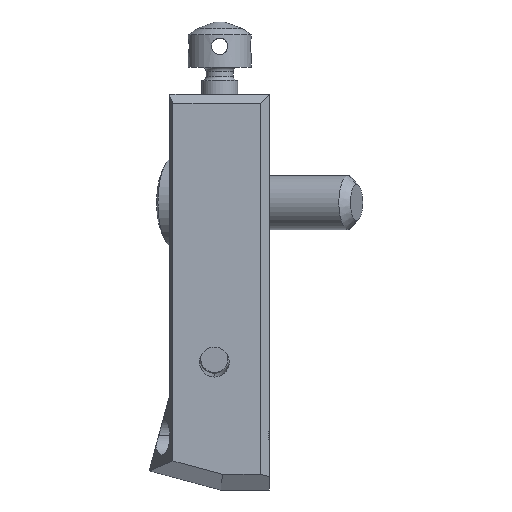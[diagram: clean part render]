
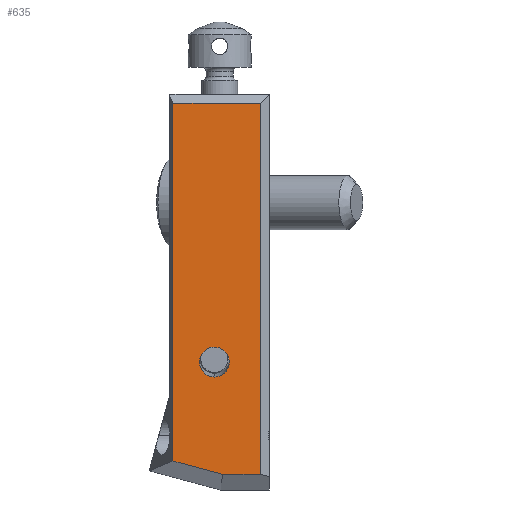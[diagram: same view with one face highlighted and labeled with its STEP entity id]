
A CAD part, front view. The second image highlights one B-rep face of the part: STEP entity #635.
In plain terms, the highlighted planar face has unit normal (0, -1, 0).
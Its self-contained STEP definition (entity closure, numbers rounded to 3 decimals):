
#635=ADVANCED_FACE('',(#954,#955),#844,.F.);
#844=PLANE('',#3917);
#926=ELLIPSE('',#3915,1.656,1.65);
#927=ELLIPSE('',#3916,1.656,1.65);
#954=FACE_BOUND('',#987,.T.);
#955=FACE_BOUND('',#988,.T.);
#987=EDGE_LOOP('',(#1213,#1214,#1215,#1216,#1217));
#988=EDGE_LOOP('',(#1218,#1219));
#1213=ORIENTED_EDGE('',*,*,#2663,.T.);
#1214=ORIENTED_EDGE('',*,*,#2664,.T.);
#1215=ORIENTED_EDGE('',*,*,#2665,.F.);
#1216=ORIENTED_EDGE('',*,*,#2666,.T.);
#1217=ORIENTED_EDGE('',*,*,#2667,.T.);
#1218=ORIENTED_EDGE('',*,*,#2668,.T.);
#1219=ORIENTED_EDGE('',*,*,#2669,.T.);
#2309=VERTEX_POINT('',#5563);
#2310=VERTEX_POINT('',#5564);
#2311=VERTEX_POINT('',#5566);
#2312=VERTEX_POINT('',#5568);
#2313=VERTEX_POINT('',#5570);
#2314=VERTEX_POINT('',#5573);
#2315=VERTEX_POINT('',#5574);
#2663=EDGE_CURVE('',#2309,#2310,#3211,.T.);
#2664=EDGE_CURVE('',#2310,#2311,#3212,.T.);
#2665=EDGE_CURVE('',#2312,#2311,#3213,.T.);
#2666=EDGE_CURVE('',#2312,#2313,#3214,.T.);
#2667=EDGE_CURVE('',#2313,#2309,#3215,.T.);
#2668=EDGE_CURVE('',#2314,#2315,#926,.T.);
#2669=EDGE_CURVE('',#2315,#2314,#927,.T.);
#3211=LINE('',#5562,#3490);
#3212=LINE('',#5565,#3491);
#3213=LINE('',#5567,#3492);
#3214=LINE('',#5569,#3493);
#3215=LINE('',#5571,#3494);
#3490=VECTOR('',#4397,1.);
#3491=VECTOR('',#4398,1.);
#3492=VECTOR('',#4399,1.);
#3493=VECTOR('',#4400,1.);
#3494=VECTOR('',#4401,1.);
#3915=AXIS2_PLACEMENT_3D('',#5572,#4402,#4403);
#3916=AXIS2_PLACEMENT_3D('',#5575,#4404,#4405);
#3917=AXIS2_PLACEMENT_3D('',#5576,#4406,#4407);
#4397=DIRECTION('',(-1.,0.,0.));
#4398=DIRECTION('',(0.,0.,-1.));
#4399=DIRECTION('',(-0.966,0.,0.259));
#4400=DIRECTION('',(1.,0.,0.));
#4401=DIRECTION('',(0.,0.,1.));
#4402=DIRECTION('',(0.,1.,0.));
#4403=DIRECTION('',(0.,0.,1.));
#4404=DIRECTION('',(0.,1.,0.));
#4405=DIRECTION('',(0.,0.,1.));
#4406=DIRECTION('',(0.,1.,0.));
#4407=DIRECTION('',(0.,0.,-1.));
#5562=CARTESIAN_POINT('',(-1.,0.,-1.));
#5563=CARTESIAN_POINT('',(-1.,0.,-1.));
#5564=CARTESIAN_POINT('',(-10.674,0.,-1.));
#5565=CARTESIAN_POINT('',(-10.674,0.,-1.));
#5566=CARTESIAN_POINT('',(-10.674,0.,-40.624));
#5567=CARTESIAN_POINT('',(-5.163,0.,-42.101));
#5568=CARTESIAN_POINT('',(-5.163,0.,-42.101));
#5569=CARTESIAN_POINT('',(-5.163,0.,-42.101));
#5570=CARTESIAN_POINT('',(-1.,0.,-42.101));
#5571=CARTESIAN_POINT('',(-1.,0.,-42.101));
#5572=CARTESIAN_POINT('',(-6.085,0.,-29.673));
#5573=CARTESIAN_POINT('',(-6.085,0.,-31.329));
#5574=CARTESIAN_POINT('',(-6.085,0.,-28.016));
#5575=CARTESIAN_POINT('',(-6.085,0.,-29.673));
#5576=CARTESIAN_POINT('',(-5.837,0.,-21.55));
